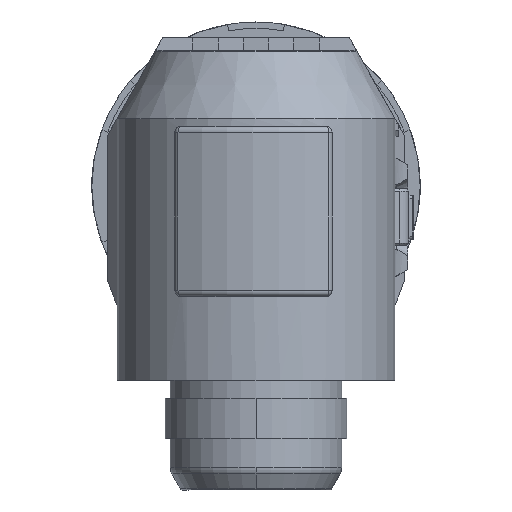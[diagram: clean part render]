
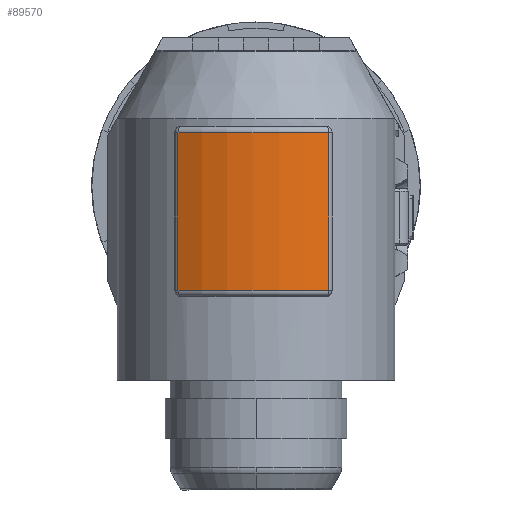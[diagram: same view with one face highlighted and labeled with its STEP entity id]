
A CAD part, left-side view. The second image highlights one B-rep face of the part: STEP entity #89570.
In plain terms, the highlighted cylindrical face has radius 12.3 mm (diameter 24.6 mm), a partial arc.
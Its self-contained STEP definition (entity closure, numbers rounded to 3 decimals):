
#88960=CARTESIAN_POINT('',(17.65,44.616,
48.406));
#88970=VERTEX_POINT('',#88960);
#89180=CARTESIAN_POINT('',(28.05,50.376,
44.319));
#89190=DIRECTION('',(-0.139,0.,
-0.99));
#89200=DIRECTION('',(-0.99,0.,
0.139));
#89210=AXIS2_PLACEMENT_3D('',#89180,#89190,#89200);
#89220=CYLINDRICAL_SURFACE('',#89210,12.3);
#89230=CARTESIAN_POINT('',(17.288,44.616,
45.832));
#89240=DIRECTION('',(-0.139,0.,
-0.99));
#89250=VECTOR('',#89240,1.);
#89260=LINE('',#89230,#89250);
#89270=CARTESIAN_POINT('',(15.91,44.616,
36.028));
#89280=VERTEX_POINT('',#89270);
#89290=EDGE_CURVE('',#88970,#89280,#89260,.T.);
#89300=ORIENTED_EDGE('',*,*,#89290,.F.);
#89310=CARTESIAN_POINT('',(26.672,50.376,
34.516));
#89320=DIRECTION('',(0.139,0.,
0.99));
#89330=DIRECTION('',(-0.99,0.,0.139));
#89340=AXIS2_PLACEMENT_3D('',#89310,#89320,#89330);
#89350=CIRCLE('',#89340,12.3);
#89360=CARTESIAN_POINT('',(16.138,56.552,
35.996));
#89370=VERTEX_POINT('',#89360);
#89380=EDGE_CURVE('',#89370,#89280,#89350,.T.);
#89390=ORIENTED_EDGE('',*,*,#89380,.T.);
#89400=CARTESIAN_POINT('',(17.516,56.552,
45.8));
#89410=DIRECTION('',(-0.139,0.,
-0.99));
#89420=VECTOR('',#89410,1.);
#89430=LINE('',#89400,#89420);
#89440=CARTESIAN_POINT('',(17.878,56.552,
48.374));
#89450=VERTEX_POINT('',#89440);
#89460=EDGE_CURVE('',#89450,#89370,#89430,.T.);
#89470=ORIENTED_EDGE('',*,*,#89460,.T.);
#89480=CARTESIAN_POINT('',(28.412,50.376,
46.894));
#89490=DIRECTION('',(-0.139,0.,
-0.99));
#89500=DIRECTION('',(-0.99,0.,0.139));
#89510=AXIS2_PLACEMENT_3D('',#89480,#89490,#89500);
#89520=CIRCLE('',#89510,12.3);
#89530=EDGE_CURVE('',#88970,#89450,#89520,.T.);
#89540=ORIENTED_EDGE('',*,*,#89530,.T.);
#89550=EDGE_LOOP('',(#89540,#89470,#89390,#89300));
#89560=FACE_OUTER_BOUND('',#89550,.T.);
#89570=ADVANCED_FACE('',(#89560),#89220,.T.);
